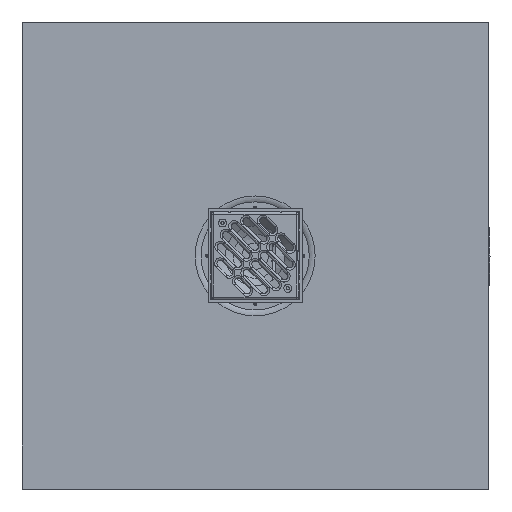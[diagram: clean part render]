
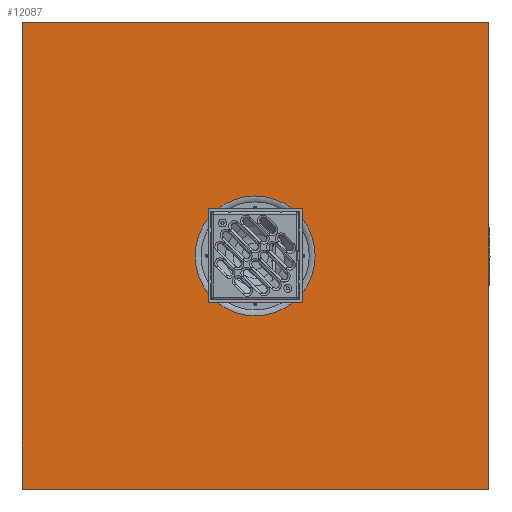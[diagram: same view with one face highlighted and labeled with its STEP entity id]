
A CAD part, top view. The second image highlights one B-rep face of the part: STEP entity #12087.
In plain terms, the highlighted planar face has unit normal (0, 0, 1).
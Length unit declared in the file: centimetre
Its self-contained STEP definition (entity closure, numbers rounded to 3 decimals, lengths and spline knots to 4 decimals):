
#317=FACE_BOUND('',#3470,.T.);
#423=PLANE('',#13226);
#976=LINE('',#20989,#1720);
#980=LINE('',#20996,#1724);
#983=LINE('',#21002,#1727);
#984=LINE('',#21004,#1728);
#1720=VECTOR('',#15624,1.);
#1724=VECTOR('',#15630,1.);
#1727=VECTOR('',#15635,1.);
#1728=VECTOR('',#15638,1.);
#2670=FACE_OUTER_BOUND('',#3469,.T.);
#3469=EDGE_LOOP('',(#9167,#9168,#9169,#9170));
#3470=EDGE_LOOP('',(#9171));
#4432=CIRCLE('',#13196,64.3137);
#5369=VERTEX_POINT('',#20940);
#5384=VERTEX_POINT('',#20986);
#5385=VERTEX_POINT('',#20988);
#5387=VERTEX_POINT('',#20994);
#5389=VERTEX_POINT('',#21000);
#6727=EDGE_CURVE('',#5369,#5369,#4432,.T.);
#6750=EDGE_CURVE('',#5384,#5385,#976,.T.);
#6754=EDGE_CURVE('',#5387,#5384,#980,.T.);
#6757=EDGE_CURVE('',#5389,#5387,#983,.T.);
#6758=EDGE_CURVE('',#5385,#5389,#984,.T.);
#9167=ORIENTED_EDGE('',*,*,#6750,.F.);
#9168=ORIENTED_EDGE('',*,*,#6754,.F.);
#9169=ORIENTED_EDGE('',*,*,#6757,.F.);
#9170=ORIENTED_EDGE('',*,*,#6758,.F.);
#9171=ORIENTED_EDGE('',*,*,#6727,.T.);
#12087=ADVANCED_FACE('',(#2670,#317),#423,.F.);
#13196=AXIS2_PLACEMENT_3D('',#20941,#15564,#15565);
#13226=AXIS2_PLACEMENT_3D('',#21003,#15636,#15637);
#15564=DIRECTION('center_axis',(0.,0.,-1.));
#15565=DIRECTION('ref_axis',(1.,0.,0.));
#15624=DIRECTION('',(0.,-1.,0.));
#15630=DIRECTION('',(1.,0.,0.));
#15635=DIRECTION('',(0.,1.,0.));
#15636=DIRECTION('center_axis',(0.,0.,-1.));
#15637=DIRECTION('ref_axis',(-1.,0.,0.));
#15638=DIRECTION('',(-1.,0.,0.));
#20940=CARTESIAN_POINT('',(1008.9395,184.3313,128.));
#20941=CARTESIAN_POINT('Origin',(1008.9395,248.645,128.));
#20986=CARTESIAN_POINT('',(1258.9395,498.645,128.));
#20988=CARTESIAN_POINT('',(1258.9395,-1.355,128.));
#20989=CARTESIAN_POINT('',(1258.9395,248.645,128.));
#20994=CARTESIAN_POINT('',(758.9395,498.645,128.));
#20996=CARTESIAN_POINT('',(1008.9395,498.645,128.));
#21000=CARTESIAN_POINT('',(758.9395,-1.355,128.));
#21002=CARTESIAN_POINT('',(758.9395,248.645,128.));
#21003=CARTESIAN_POINT('Origin',(1008.9395,248.645,128.));
#21004=CARTESIAN_POINT('',(1008.9395,-1.355,128.));
